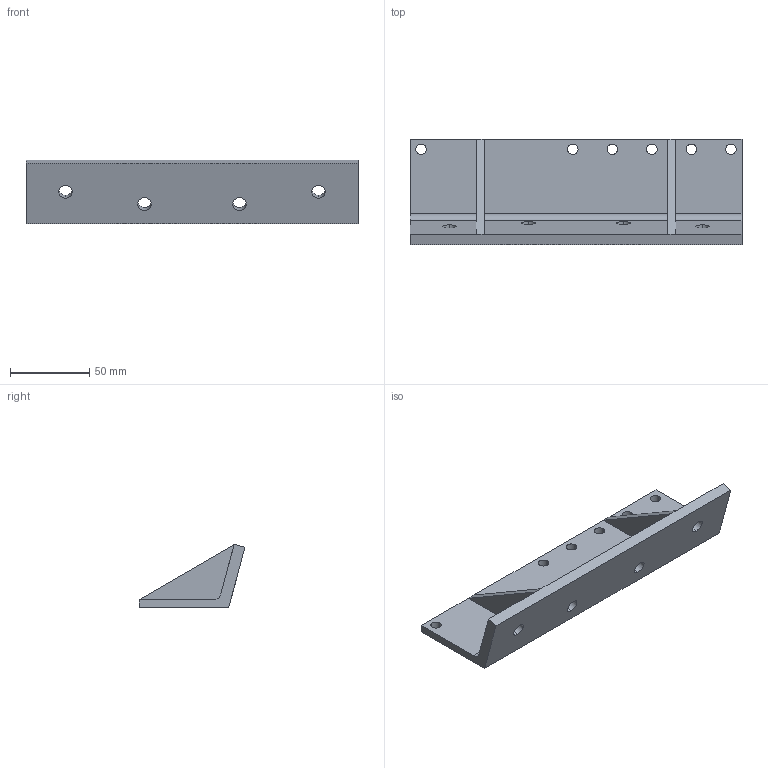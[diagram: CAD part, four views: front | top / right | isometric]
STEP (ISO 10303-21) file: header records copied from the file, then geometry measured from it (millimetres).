
FILE_DESCRIPTION (( 'STEP AP203' ), '1' );
FILE_NAME ('J1_support_flat_right_right.STEP', '2020-12-13T02:38:25', ( '' ), ( '' ), 'SwSTEP 2.0', 'SolidWorks 2020', '' );
FILE_SCHEMA (( 'CONFIG_CONTROL_DESIGN' ));
Length unit declared in the file: millimetre
Products named in the file (1): J1_support_flat_right_right
Bounding box: 210 x 66.87 x 40 mm (x, y, z)
Volume: 118883.3 mm3; surface area: 45696.1 mm2
Topology: 1 solids, 1 shells, 41 faces, 109 edges, 70 vertices
Faces by surface type: cylinder 23, plane 18
Entity records: 1402 total; most frequent: DIRECTION 239, CARTESIAN_POINT 221, ORIENTED_EDGE 218, EDGE_CURVE 109, AXIS2_PLACEMENT_3D 88, VERTEX_POINT 70, LINE 63, VECTOR 63
